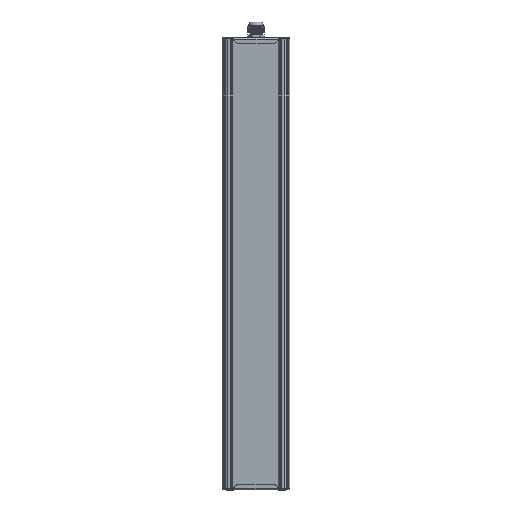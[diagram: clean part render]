
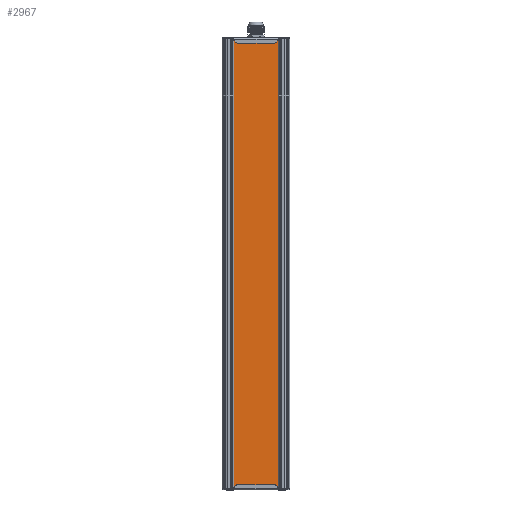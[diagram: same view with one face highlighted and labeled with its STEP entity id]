
A CAD part, front view. The second image highlights one B-rep face of the part: STEP entity #2967.
In plain terms, the highlighted face is planar.
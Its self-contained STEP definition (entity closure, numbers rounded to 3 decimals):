
#2967=ADVANCED_FACE('',(#12985),#12987,.T.);
#12985=FACE_BOUND('',#12986,.T.);
#12986=EDGE_LOOP('',(#24807,#24808,#24809,#24810));
#12987=PLANE('',#12988);
#12988=AXIS2_PLACEMENT_3D('',#12989,#12990,#12991);
#12989=CARTESIAN_POINT('',(120.465,593.492,117.308));
#12990=DIRECTION('',(0.,0.,-1.));
#12991=DIRECTION('',(0.,1.,0.));
#24807=ORIENTED_EDGE('',*,*,#31117,.T.);
#24808=ORIENTED_EDGE('',*,*,#31119,.F.);
#24809=ORIENTED_EDGE('',*,*,#31120,.F.);
#24810=ORIENTED_EDGE('',*,*,#31121,.T.);
#31117=EDGE_CURVE('',#36607,#36605,#36608,.T.);
#31119=EDGE_CURVE('',#36610,#36605,#36611,.T.);
#31120=EDGE_CURVE('',#36612,#36610,#36613,.T.);
#31121=EDGE_CURVE('',#36612,#36607,#36614,.T.);
#36605=VERTEX_POINT('',#55205);
#36607=VERTEX_POINT('',#55209);
#36608=LINE('',#55210,#55211);
#36610=VERTEX_POINT('',#55216);
#36611=LINE('',#55217,#55218);
#36612=VERTEX_POINT('',#55220);
#36613=LINE('',#55221,#55222);
#36614=LINE('',#55224,#55225);
#55205=CARTESIAN_POINT('',(641.465,679.838,117.308));
#55209=CARTESIAN_POINT('',(-104.535,679.838,117.308));
#55210=CARTESIAN_POINT('',(-104.535,679.838,117.308));
#55211=VECTOR('',#55212,1.);
#55212=DIRECTION('',(1.,0.,0.));
#55216=CARTESIAN_POINT('',(641.465,593.492,117.308));
#55217=CARTESIAN_POINT('',(641.465,593.492,117.308));
#55218=VECTOR('',#55219,1.);
#55219=DIRECTION('',(0.,1.,0.));
#55220=CARTESIAN_POINT('',(-104.535,593.492,117.308));
#55221=CARTESIAN_POINT('',(-104.535,593.492,117.308));
#55222=VECTOR('',#55223,1.);
#55223=DIRECTION('',(1.,0.,0.));
#55224=CARTESIAN_POINT('',(-104.535,593.492,117.308));
#55225=VECTOR('',#55226,1.);
#55226=DIRECTION('',(0.,1.,0.));
